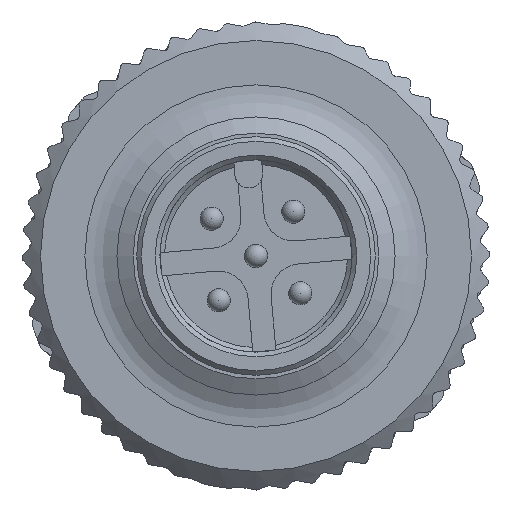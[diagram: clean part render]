
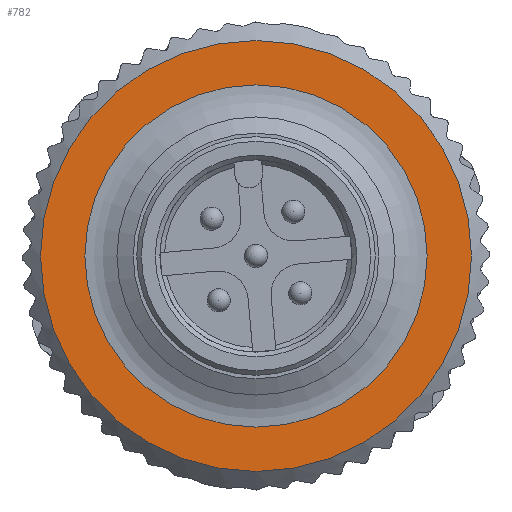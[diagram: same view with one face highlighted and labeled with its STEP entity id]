
A CAD part, left-side view. The second image highlights one B-rep face of the part: STEP entity #782.
In plain terms, the highlighted planar face has unit normal (-1, 0, 0).
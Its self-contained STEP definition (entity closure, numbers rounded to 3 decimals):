
#299=FACE_BOUND('',#2343,.T.);
#300=FACE_BOUND('',#2344,.T.);
#365=CIRCLE('',#11685,9.3);
#473=CIRCLE('',#11812,7.387);
#782=ADVANCED_FACE('',(#299,#300),#1384,.T.);
#1384=PLANE('',#11813);
#2343=EDGE_LOOP('',(#3874));
#2344=EDGE_LOOP('',(#3875));
#3874=ORIENTED_EDGE('',*,*,#8538,.T.);
#3875=ORIENTED_EDGE('',*,*,#8302,.T.);
#7126=VERTEX_POINT('',#17936);
#7344=VERTEX_POINT('',#18442);
#8302=EDGE_CURVE('',#7126,#7126,#365,.T.);
#8538=EDGE_CURVE('',#7344,#7344,#473,.T.);
#11685=AXIS2_PLACEMENT_3D('',#17935,#12726,#12727);
#11812=AXIS2_PLACEMENT_3D('',#18441,#13097,#13098);
#11813=AXIS2_PLACEMENT_3D('',#18443,#13099,#13100);
#12726=DIRECTION('',(-1.,0.,0.));
#12727=DIRECTION('',(0.,-0.985,-0.174));
#13097=DIRECTION('',(1.,0.,0.));
#13098=DIRECTION('',(0.,-0.985,-0.174));
#13099=DIRECTION('',(-1.,0.,0.));
#13100=DIRECTION('',(0.,0.985,0.174));
#17935=CARTESIAN_POINT('',(-9.,0.273,-0.065));
#17936=CARTESIAN_POINT('',(-9.,-8.886,-1.68));
#18441=CARTESIAN_POINT('',(-9.,0.273,-0.065));
#18442=CARTESIAN_POINT('',(-9.,-7.002,-1.348));
#18443=CARTESIAN_POINT('',(-9.,0.273,-0.065));
